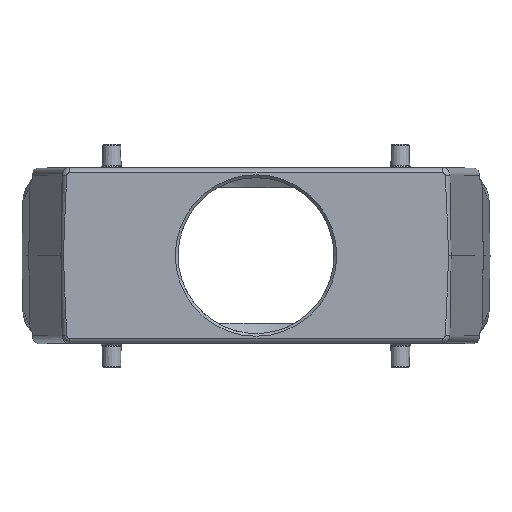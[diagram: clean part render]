
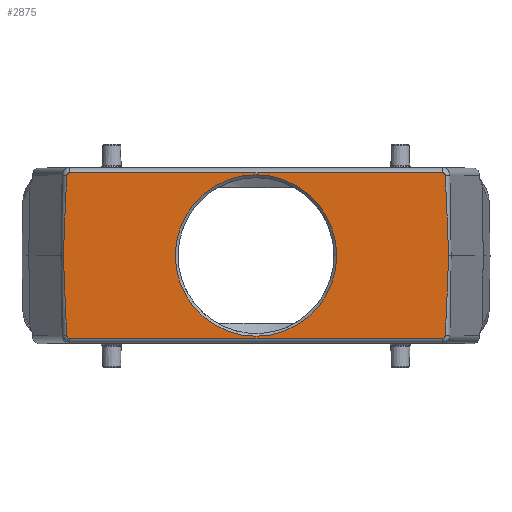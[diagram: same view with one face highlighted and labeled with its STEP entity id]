
A CAD part, top view. The second image highlights one B-rep face of the part: STEP entity #2875.
In plain terms, the highlighted planar face has unit normal (0, 0, 1).
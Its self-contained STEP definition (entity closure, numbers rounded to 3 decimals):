
#2875=ADVANCED_FACE('',(#3619,#3620),#3156,.T.);
#3156=PLANE('',#16379);
#3167=CIRCLE('',#15473,0.74);
#3172=CIRCLE('',#15485,0.74);
#3176=CIRCLE('',#15490,0.74);
#3180=CIRCLE('',#15501,0.74);
#3497=CIRCLE('',#16378,20.7);
#3619=FACE_BOUND('',#4361,.T.);
#3620=FACE_BOUND('',#4362,.T.);
#4361=EDGE_LOOP('',(#7620));
#4362=EDGE_LOOP('',(#7621,#7622,#7623,#7624,#7625,#7626,#7627,#7628,#7629,
#7630));
#4403=ELLIPSE('',#15478,114.609,2.);
#4404=ELLIPSE('',#15483,114.609,2.);
#4405=ELLIPSE('',#15493,114.609,2.);
#4407=ELLIPSE('',#15498,114.609,2.);
#7620=ORIENTED_EDGE('',*,*,#10256,.F.);
#7621=ORIENTED_EDGE('',*,*,#8752,.F.);
#7622=ORIENTED_EDGE('',*,*,#8758,.F.);
#7623=ORIENTED_EDGE('',*,*,#8764,.F.);
#7624=ORIENTED_EDGE('',*,*,#8770,.F.);
#7625=ORIENTED_EDGE('',*,*,#8775,.F.);
#7626=ORIENTED_EDGE('',*,*,#8772,.F.);
#7627=ORIENTED_EDGE('',*,*,#8766,.F.);
#7628=ORIENTED_EDGE('',*,*,#8760,.F.);
#7629=ORIENTED_EDGE('',*,*,#8754,.F.);
#7630=ORIENTED_EDGE('',*,*,#8748,.F.);
#7741=VERTEX_POINT('',#21124);
#7742=VERTEX_POINT('',#21126);
#7744=VERTEX_POINT('',#21132);
#7746=VERTEX_POINT('',#21138);
#7748=VERTEX_POINT('',#21144);
#7750=VERTEX_POINT('',#21150);
#7753=VERTEX_POINT('',#21157);
#7754=VERTEX_POINT('',#21162);
#7756=VERTEX_POINT('',#21168);
#7758=VERTEX_POINT('',#21174);
#8665=VERTEX_POINT('',#30996);
#8748=EDGE_CURVE('',#7741,#7742,#3167,.T.);
#8752=EDGE_CURVE('',#7744,#7741,#4403,.T.);
#8754=EDGE_CURVE('',#7742,#7746,#12489,.T.);
#8758=EDGE_CURVE('',#7748,#7744,#4404,.T.);
#8760=EDGE_CURVE('',#7746,#7750,#3172,.T.);
#8764=EDGE_CURVE('',#7753,#7748,#3176,.T.);
#8766=EDGE_CURVE('',#7750,#7754,#4405,.T.);
#8770=EDGE_CURVE('',#7756,#7753,#12493,.T.);
#8772=EDGE_CURVE('',#7754,#7758,#4407,.T.);
#8775=EDGE_CURVE('',#7758,#7756,#3180,.T.);
#10256=EDGE_CURVE('',#8665,#8665,#3497,.T.);
#12489=LINE('',#21137,#13399);
#12493=LINE('',#21170,#13403);
#13399=VECTOR('',#16704,1.);
#13403=VECTOR('',#16742,1.);
#15473=AXIS2_PLACEMENT_3D('',#21125,#16689,#16690);
#15478=AXIS2_PLACEMENT_3D('',#21134,#16699,#16700);
#15483=AXIS2_PLACEMENT_3D('',#21146,#16712,#16713);
#15485=AXIS2_PLACEMENT_3D('',#21149,#16717,#16718);
#15490=AXIS2_PLACEMENT_3D('',#21158,#16727,#16728);
#15493=AXIS2_PLACEMENT_3D('',#21161,#16733,#16734);
#15498=AXIS2_PLACEMENT_3D('',#21173,#16746,#16747);
#15501=AXIS2_PLACEMENT_3D('',#21179,#16753,#16754);
#16378=AXIS2_PLACEMENT_3D('',#30995,#19205,#19206);
#16379=AXIS2_PLACEMENT_3D('',#30997,#19207,#19208);
#16689=DIRECTION('',(0.,0.,-1.));
#16690=DIRECTION('',(1.,0.,0.));
#16699=DIRECTION('',(0.,0.,-1.));
#16700=DIRECTION('',(-0.014,-1.,0.));
#16704=DIRECTION('',(1.,0.,0.));
#16712=DIRECTION('',(0.,0.,-1.));
#16713=DIRECTION('',(0.014,-1.,0.));
#16717=DIRECTION('',(0.,0.,-1.));
#16718=DIRECTION('',(1.,0.,0.));
#16727=DIRECTION('',(0.,0.,-1.));
#16728=DIRECTION('',(1.,0.,0.));
#16733=DIRECTION('',(0.,0.,-1.));
#16734=DIRECTION('',(0.014,-1.,0.));
#16742=DIRECTION('',(-1.,0.,0.));
#16746=DIRECTION('',(0.,0.,-1.));
#16747=DIRECTION('',(-0.014,-1.,0.));
#16753=DIRECTION('',(0.,0.,-1.));
#16754=DIRECTION('',(1.,0.,0.));
#19205=DIRECTION('',(0.,0.,1.));
#19206=DIRECTION('',(1.,0.,0.));
#19207=DIRECTION('',(0.,0.,1.));
#19208=DIRECTION('',(1.,0.,0.));
#21124=CARTESIAN_POINT('',(-48.492,20.543,66.35));
#21125=CARTESIAN_POINT('',(-47.753,20.5,66.35));
#21126=CARTESIAN_POINT('',(-47.753,21.24,66.35));
#21132=CARTESIAN_POINT('',(-49.372,0.,66.35));
#21134=CARTESIAN_POINT('',(-49.285,-85.952,66.35));
#21137=CARTESIAN_POINT('',(-53.287,21.24,66.35));
#21138=CARTESIAN_POINT('',(47.753,21.24,66.35));
#21144=CARTESIAN_POINT('',(-48.492,-20.543,66.35));
#21146=CARTESIAN_POINT('',(-49.285,85.952,66.35));
#21149=CARTESIAN_POINT('',(47.753,20.5,66.35));
#21150=CARTESIAN_POINT('',(48.492,20.543,66.35));
#21157=CARTESIAN_POINT('',(-47.753,-21.24,66.35));
#21158=CARTESIAN_POINT('',(-47.753,-20.5,66.35));
#21161=CARTESIAN_POINT('',(49.285,-85.952,66.35));
#21162=CARTESIAN_POINT('',(49.372,0.,66.35));
#21168=CARTESIAN_POINT('',(47.753,-21.24,66.35));
#21170=CARTESIAN_POINT('',(-49.697,-21.24,66.35));
#21173=CARTESIAN_POINT('',(49.285,85.952,66.35));
#21174=CARTESIAN_POINT('',(48.492,-20.543,66.35));
#21179=CARTESIAN_POINT('',(47.753,-20.5,66.35));
#30995=CARTESIAN_POINT('',(0.,0.,66.35));
#30996=CARTESIAN_POINT('',(20.7,0.,66.35));
#30997=CARTESIAN_POINT('',(-55.,-23.,66.35));
